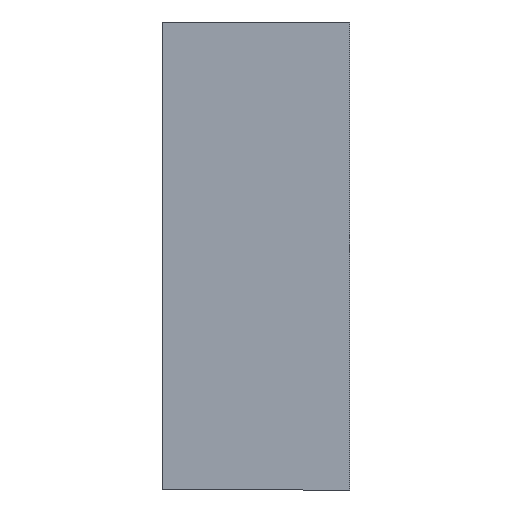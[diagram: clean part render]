
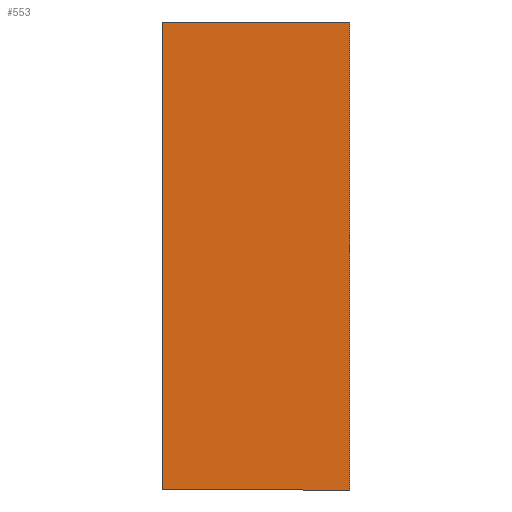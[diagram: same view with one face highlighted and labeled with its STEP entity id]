
A CAD part, front view. The second image highlights one B-rep face of the part: STEP entity #553.
In plain terms, the highlighted planar face has unit normal (0, -1, 0).
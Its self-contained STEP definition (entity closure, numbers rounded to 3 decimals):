
#25 = ORIENTED_EDGE ( 'NONE', *, *, #718, .T. ) ;
#113 = VECTOR ( 'NONE', #1892, 1000. ) ;
#158 = VERTEX_POINT ( 'NONE', #502 ) ;
#166 = PLANE ( 'NONE',  #1282 ) ;
#175 = EDGE_CURVE ( 'NONE', #1091, #1171, #1411, .T. ) ;
#292 = VECTOR ( 'NONE', #479, 1000. ) ;
#363 = LINE ( 'NONE', #521, #1330 ) ;
#369 = CARTESIAN_POINT ( 'NONE',  ( 444., -116., 0. ) ) ;
#479 = DIRECTION ( 'NONE',  ( 1., 0., 0. ) ) ;
#494 = DIRECTION ( 'NONE',  ( 0., 0., -1. ) ) ;
#502 = CARTESIAN_POINT ( 'NONE',  ( 444., -116., -1106. ) ) ;
#521 = CARTESIAN_POINT ( 'NONE',  ( 0., -116., -1106. ) ) ;
#548 = CARTESIAN_POINT ( 'NONE',  ( 444., -116., 0. ) ) ;
#553 = ADVANCED_FACE ( 'NONE', ( #1232 ), #166, .T. ) ;
#636 = CARTESIAN_POINT ( 'NONE',  ( 0., -116., 0. ) ) ;
#658 = CARTESIAN_POINT ( 'NONE',  ( 0., -116., 0. ) ) ;
#682 = CARTESIAN_POINT ( 'NONE',  ( 0., -116., 0. ) ) ;
#718 = EDGE_CURVE ( 'NONE', #1900, #158, #363, .T. ) ;
#765 = CARTESIAN_POINT ( 'NONE',  ( 0., -116., 0. ) ) ;
#773 = DIRECTION ( 'NONE',  ( 0., -1., 0. ) ) ;
#878 = ORIENTED_EDGE ( 'NONE', *, *, #1439, .F. ) ;
#975 = CARTESIAN_POINT ( 'NONE',  ( 0., -116., -1106. ) ) ;
#1091 = VERTEX_POINT ( 'NONE', #682 ) ;
#1108 = LINE ( 'NONE', #369, #113 ) ;
#1132 = DIRECTION ( 'NONE',  ( 1., 0., 0. ) ) ;
#1171 = VERTEX_POINT ( 'NONE', #548 ) ;
#1232 = FACE_OUTER_BOUND ( 'NONE', #1514, .T. ) ;
#1282 = AXIS2_PLACEMENT_3D ( 'NONE', #765, #773, #1371 ) ;
#1324 = ORIENTED_EDGE ( 'NONE', *, *, #1553, .T. ) ;
#1330 = VECTOR ( 'NONE', #1132, 1000. ) ;
#1371 = DIRECTION ( 'NONE',  ( 0., 0., -1. ) ) ;
#1411 = LINE ( 'NONE', #636, #292 ) ;
#1439 = EDGE_CURVE ( 'NONE', #1171, #158, #1108, .T. ) ;
#1514 = EDGE_LOOP ( 'NONE', ( #878, #1627, #1324, #25 ) ) ;
#1553 = EDGE_CURVE ( 'NONE', #1091, #1900, #1577, .T. ) ;
#1572 = VECTOR ( 'NONE', #494, 1000. ) ;
#1577 = LINE ( 'NONE', #658, #1572 ) ;
#1627 = ORIENTED_EDGE ( 'NONE', *, *, #175, .F. ) ;
#1892 = DIRECTION ( 'NONE',  ( 0., 0., -1. ) ) ;
#1900 = VERTEX_POINT ( 'NONE', #975 ) ;
